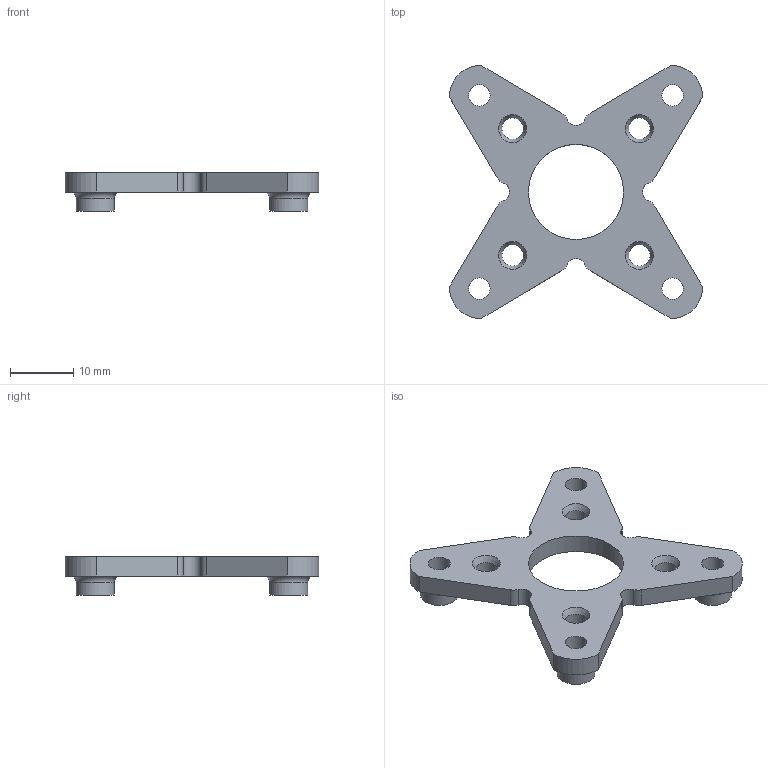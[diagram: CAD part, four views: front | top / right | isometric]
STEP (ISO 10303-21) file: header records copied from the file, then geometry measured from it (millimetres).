
FILE_DESCRIPTION(/* description */ ('STEP AP242','CAx-IF Rec.Pracs.---Representation and Presentation of Product Manufacturing Information (PMI)---4.0---2014-10-13','CAx-IF Rec.Pracs.---3D Tessellated Geometry---0.4---2014-09-14','2;1','CAx-IF Rec.Pracs.---User Defined Attributes---1.5---2016-08-15'),/* implementation_level */ '2;1');
FILE_NAME(/* name */ '690badb30af7ebf450e1ccc6',/* time_stamp */ '2025-11-05T20:04:04Z',/* author */ (''),/* organization */ (''),/* preprocessor_version */ 'ST-DEVELOPER v20',/* originating_system */ 'ONSHAPE BY PTC INC, 1.206',/* authorisation */ ' ');
FILE_SCHEMA (('AP242_MANAGED_MODEL_BASED_3D_ENGINEERING_MIM_LF { 1 0 10303 442 1 1 4 }'));
Length unit declared in the file: metre
Products named in the file (1): Part 1
Bounding box: 40 x 40 x 6 mm (x, y, z)
Volume: 2595.3 mm3; surface area: 2807 mm2
Topology: 1 solids, 1 shells, 51 faces, 131 edges, 86 vertices
Faces by surface type: cylinder 29, plane 14, torus 4, cone 4
Full cylindrical faces by diameter (mm): 3.4 x8, 6 x4, 15 x1
Entity records: 1496 total; most frequent: DIRECTION 276, CARTESIAN_POINT 240, ORIENTED_EDGE 212, AXIS2_PLACEMENT_3D 118, EDGE_CURVE 106, EDGE_LOOP 94, FACE_BOUND 94, VERTEX_POINT 82
